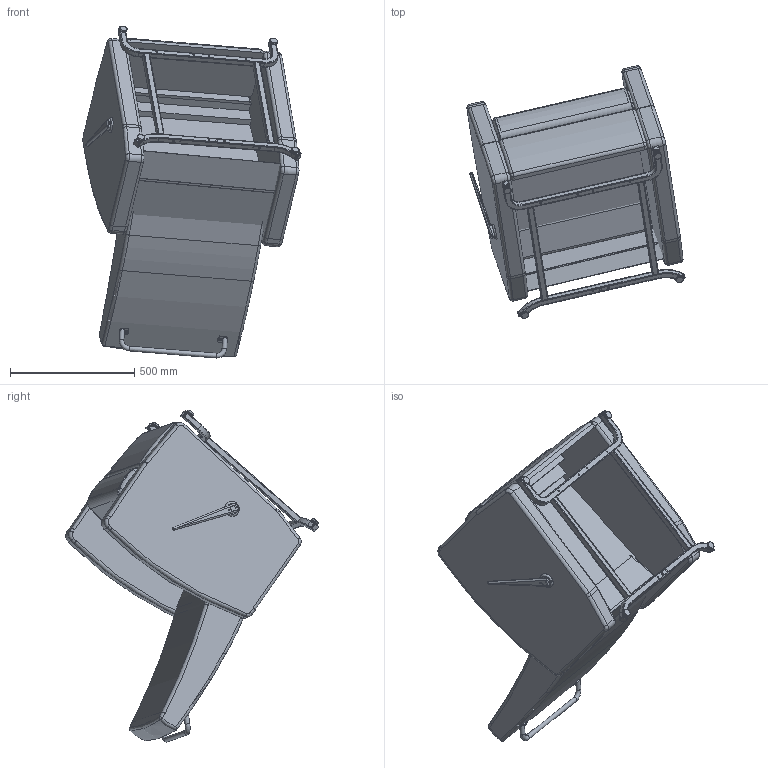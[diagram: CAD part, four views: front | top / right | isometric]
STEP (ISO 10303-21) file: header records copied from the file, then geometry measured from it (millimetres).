
FILE_DESCRIPTION(/* description */ (''),/* implementation_level */ '2;1');
FILE_NAME(/* name */ 'E1306F.stp',/* time_stamp */ '2017-09-29T15:02:59-04:00',/* author */ ('emehringer'),/* organization */ (''),/* preprocessor_version */ 'ST-DEVELOPER v16.5',/* originating_system */ 'Autodesk Inventor 2017',/* authorisation */ '');
FILE_SCHEMA (('AUTOMOTIVE_DESIGN { 1 0 10303 214 3 1 1 }'));
Length unit declared in the file: inch
Products named in the file (19): E1306F; HANDLE 3/4 BLK; UBACK E1034; USEAT 1304; OD1305 UKO; PB3; PUSH BAR 17.625; PUSH BAR 17.625_1; PUSH BAR 17.625 right side; 1420X1.5 PSHPB; E1304 UARM; PLATFORMK9000-1 (generic); 4329650000_4328130000 (generic); 4328470000_4328320000 (generic); 4328590000 (generic); 7150570000 (generic); 7120800000 (generic); 7130140000; EV7070 UBACK FLAP
Assembly tree (30 placements, depth 4):
  E1306F
    HANDLE 3/4 BLK
    UBACK E1034
    USEAT 1304
    OD1305 UKO
    PB3
      PUSH BAR 17.625
        PUSH BAR 17.625_1
        PUSH BAR 17.625 right side
      1420X1.5 PSHPB  x2
    E1304 UARM  x2
    PLATFORMK9000-1 (generic)
      4329650000_4328130000 (generic)
      4328470000_4328320000 (generic)
      4328590000 (generic)  x2
      7150570000 (generic)  x4
      7120800000 (generic)  x4
      7130140000  x4
    EV7070 UBACK FLAP
Bounding box: 876.72 x 1014.9 x 1334.08 mm (x, y, z)
Volume: 147490933.8 mm3; surface area: 5113393 mm2
Topology: 27 solids, 27 shells, 1335 faces, 3343 edges, 2082 vertices
Faces by surface type: plane 697, cylinder 363, torus 101, cone 71, bspline 69, sphere 34
Full cylindrical faces by diameter (mm): 4.369 x2, 5.105 x4, 5.334 x1, 5.563 x2, 6.35 x4, 7.137 x4, 7.938 x2, 8.001 x4, 9.541 x1, 9.804 x1, 12.497 x2, 15.24 x4, 19.05 x3, 24.181 x4, 42.037 x1, 60.325 x1
Entity records: 23667 total; most frequent: CARTESIAN_POINT 7129, DIRECTION 3559, ORIENTED_EDGE 3214, EDGE_CURVE 1607, AXIS2_PLACEMENT_3D 1417, VERTEX_POINT 1009, EDGE_LOOP 756, LINE 725
